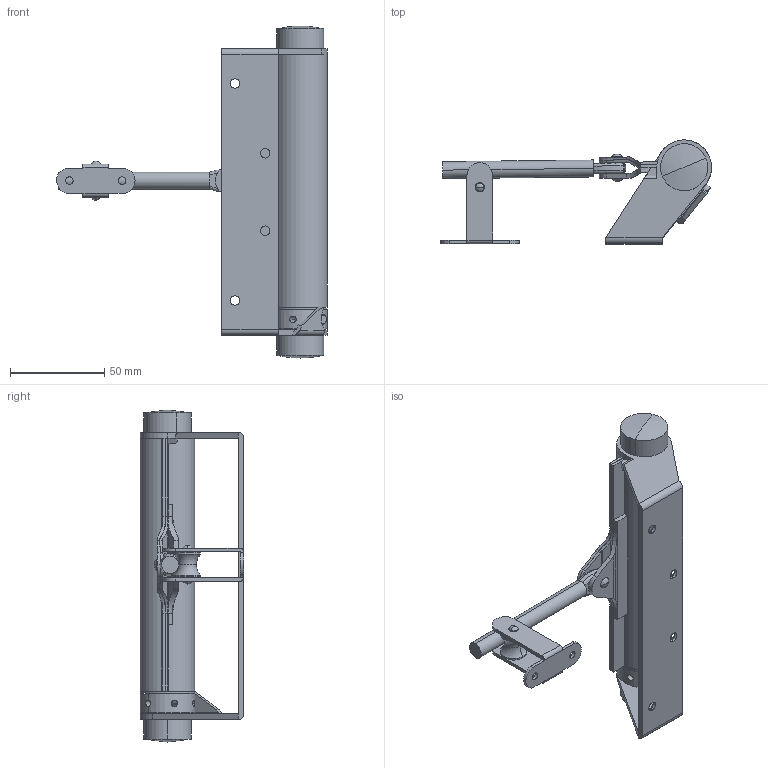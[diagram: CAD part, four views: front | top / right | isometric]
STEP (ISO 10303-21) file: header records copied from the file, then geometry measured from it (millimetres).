
FILE_DESCRIPTION (( 'STEP AP214' ), '1' );
FILE_NAME ('Türschliesser Nr. 4.STEP', '2011-02-11T11:09:48', ( 'Anwender' ), ( '' ), 'SwSTEP 2.0', 'SolidWorks 2010', '' );
FILE_SCHEMA (( 'AUTOMOTIVE_DESIGN' ));
Length unit declared in the file: millimetre
Products named in the file (13): Kunststoffscheibe; Stellring; Flügel Nr. 4; Türschliesser Nr. 4; Gegenhalt; Büchse Nr. 4; Welle; Sperrstift; Mitnehmerwelle; Auflagerolle groß; Abroller groß; Halter Rolle groß; Deckel
Assembly tree (13 placements, depth 3):
  Türschliesser Nr. 4
    Flügel Nr. 4
    Stellring
    Kunststoffscheibe
    Büchse Nr. 4
    Gegenhalt
    Sperrstift
    Mitnehmerwelle
    Abroller groß
      Halter Rolle groß
      Auflagerolle groß
      Welle
    Deckel  x2
Bounding box: 143.6 x 55 x 176 mm (x, y, z)
Volume: 75170.4 mm3; surface area: 66503.1 mm2
Topology: 13 solids, 13 shells, 263 faces, 660 edges, 420 vertices
Faces by surface type: cylinder 126, plane 99, torus 12, sphere 12, cone 10, bspline 4
Entity records: 9483 total; most frequent: CARTESIAN_POINT 2645, DIRECTION 1358, ORIENTED_EDGE 1296, EDGE_CURVE 648, AXIS2_PLACEMENT_3D 524, VERTEX_POINT 415, LINE 310, VECTOR 310
